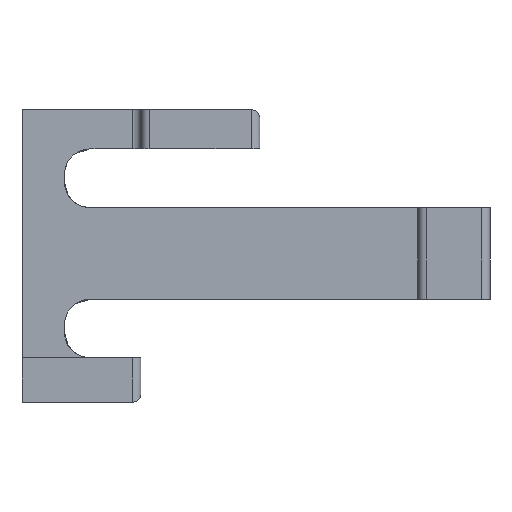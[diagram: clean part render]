
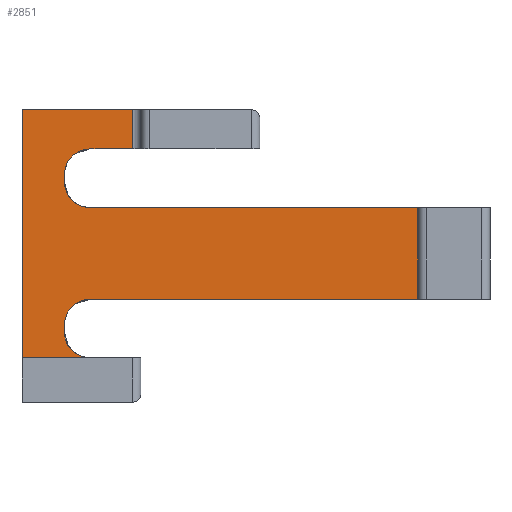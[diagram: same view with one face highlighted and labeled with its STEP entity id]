
A CAD part, left-side view. The second image highlights one B-rep face of the part: STEP entity #2851.
In plain terms, the highlighted planar face has unit normal (-1, 0, 0).
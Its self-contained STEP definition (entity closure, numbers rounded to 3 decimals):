
#1 = AXIS2_PLACEMENT_3D ( 'NONE', #1154, #2732, #2511 ) ;
#5 = VECTOR ( 'NONE', #2561, 1000. ) ;
#22 = EDGE_CURVE ( 'NONE', #580, #863, #1373, .T. ) ;
#51 = ORIENTED_EDGE ( 'NONE', *, *, #2461, .T. ) ;
#52 = CARTESIAN_POINT ( 'NONE',  ( 69.3, -8., -12.3 ) ) ;
#124 = VECTOR ( 'NONE', #2573, 1000. ) ;
#138 = LINE ( 'NONE', #1431, #1999 ) ;
#141 = CARTESIAN_POINT ( 'NONE',  ( 69.3, -5., -12.3 ) ) ;
#163 = VECTOR ( 'NONE', #1408, 1000. ) ;
#181 = CARTESIAN_POINT ( 'NONE',  ( 69.3, -47.1, 5.4 ) ) ;
#194 = DIRECTION ( 'NONE',  ( 0., 1., 0. ) ) ;
#207 = CARTESIAN_POINT ( 'NONE',  ( 69.3, 0., -12.3 ) ) ;
#298 = DIRECTION ( 'NONE',  ( 0., 0., 1. ) ) ;
#316 = CARTESIAN_POINT ( 'NONE',  ( 69.3, -5., 0. ) ) ;
#387 = EDGE_CURVE ( 'NONE', #1500, #1917, #943, .T. ) ;
#388 = CARTESIAN_POINT ( 'NONE',  ( 69.3, -5., 8.4 ) ) ;
#519 = CARTESIAN_POINT ( 'NONE',  ( 69.3, -46.6, 0. ) ) ;
#565 = LINE ( 'NONE', #316, #622 ) ;
#575 = EDGE_CURVE ( 'NONE', #1676, #1151, #1801, .T. ) ;
#580 = VERTEX_POINT ( 'NONE', #52 ) ;
#622 = VECTOR ( 'NONE', #1222, 1000. ) ;
#637 = VECTOR ( 'NONE', #298, 1000. ) ;
#650 = EDGE_CURVE ( 'NONE', #1753, #1111, #979, .T. ) ;
#699 = CARTESIAN_POINT ( 'NONE',  ( 69.3, -46.6, -5.4 ) ) ;
#764 = EDGE_CURVE ( 'NONE', #580, #1676, #1449, .T. ) ;
#828 = CARTESIAN_POINT ( 'NONE',  ( 69.3, -8., 8.4 ) ) ;
#863 = VERTEX_POINT ( 'NONE', #2624 ) ;
#899 = DIRECTION ( 'NONE',  ( 0., 0., 1. ) ) ;
#942 = DIRECTION ( 'NONE',  ( 1., 0., 0. ) ) ;
#943 = CIRCLE ( 'NONE', #2557, 3. ) ;
#956 = PLANE ( 'NONE',  #1 ) ;
#976 = EDGE_CURVE ( 'NONE', #1753, #1925, #1736, .T. ) ;
#979 = LINE ( 'NONE', #519, #163 ) ;
#1052 = ORIENTED_EDGE ( 'NONE', *, *, #22, .T. ) ;
#1079 = CIRCLE ( 'NONE', #1352, 3. ) ;
#1081 = ORIENTED_EDGE ( 'NONE', *, *, #2324, .T. ) ;
#1111 = VERTEX_POINT ( 'NONE', #1584 ) ;
#1122 = CARTESIAN_POINT ( 'NONE',  ( 69.3, -8., 9.3 ) ) ;
#1137 = CARTESIAN_POINT ( 'NONE',  ( 69.3, -13., 12.3 ) ) ;
#1151 = VERTEX_POINT ( 'NONE', #1887 ) ;
#1154 = CARTESIAN_POINT ( 'NONE',  ( 69.3, -5., 0. ) ) ;
#1163 = EDGE_CURVE ( 'NONE', #2208, #2297, #2750, .T. ) ;
#1206 = DIRECTION ( 'NONE',  ( 1., 0., 0. ) ) ;
#1222 = DIRECTION ( 'NONE',  ( 0., 0., 1. ) ) ;
#1230 = CARTESIAN_POINT ( 'NONE',  ( 69.3, -8., 5.4 ) ) ;
#1232 = VECTOR ( 'NONE', #2631, 1000. ) ;
#1271 = DIRECTION ( 'NONE',  ( 0., 0., 1. ) ) ;
#1298 = EDGE_CURVE ( 'NONE', #2208, #2813, #138, .T. ) ;
#1305 = LINE ( 'NONE', #1744, #1232 ) ;
#1309 = CARTESIAN_POINT ( 'NONE',  ( 69.3, -47.1, -5.4 ) ) ;
#1324 = DIRECTION ( 'NONE',  ( 0., 1., 0. ) ) ;
#1338 = ORIENTED_EDGE ( 'NONE', *, *, #1884, .T. ) ;
#1352 = AXIS2_PLACEMENT_3D ( 'NONE', #1122, #1383, #899 ) ;
#1373 = CIRCLE ( 'NONE', #2808, 3. ) ;
#1383 = DIRECTION ( 'NONE',  ( 1., 0., 0. ) ) ;
#1408 = DIRECTION ( 'NONE',  ( 0., 0., 1. ) ) ;
#1421 = CARTESIAN_POINT ( 'NONE',  ( 69.3, -5., 0. ) ) ;
#1424 = DIRECTION ( 'NONE',  ( 0., 0., 1. ) ) ;
#1431 = CARTESIAN_POINT ( 'NONE',  ( 69.3, -13., 0. ) ) ;
#1449 = LINE ( 'NONE', #141, #5 ) ;
#1472 = LINE ( 'NONE', #1421, #2365 ) ;
#1500 = VERTEX_POINT ( 'NONE', #1230 ) ;
#1536 = CIRCLE ( 'NONE', #2649, 3. ) ;
#1562 = ORIENTED_EDGE ( 'NONE', *, *, #976, .F. ) ;
#1584 = CARTESIAN_POINT ( 'NONE',  ( 69.3, -46.6, 5.4 ) ) ;
#1590 = CARTESIAN_POINT ( 'NONE',  ( 69.3, -5., 9.3 ) ) ;
#1617 = CARTESIAN_POINT ( 'NONE',  ( 69.3, -5., -8.4 ) ) ;
#1649 = ORIENTED_EDGE ( 'NONE', *, *, #650, .T. ) ;
#1676 = VERTEX_POINT ( 'NONE', #207 ) ;
#1728 = EDGE_CURVE ( 'NONE', #2813, #1151, #1305, .T. ) ;
#1736 = LINE ( 'NONE', #1309, #2615 ) ;
#1744 = CARTESIAN_POINT ( 'NONE',  ( 69.3, 0., 16.9 ) ) ;
#1753 = VERTEX_POINT ( 'NONE', #699 ) ;
#1780 = ORIENTED_EDGE ( 'NONE', *, *, #575, .F. ) ;
#1801 = LINE ( 'NONE', #2216, #637 ) ;
#1812 = DIRECTION ( 'NONE',  ( 0., 0., 1. ) ) ;
#1814 = EDGE_CURVE ( 'NONE', #1917, #2243, #1472, .T. ) ;
#1839 = FACE_OUTER_BOUND ( 'NONE', #2740, .T. ) ;
#1856 = DIRECTION ( 'NONE',  ( 0., 0., 1. ) ) ;
#1884 = EDGE_CURVE ( 'NONE', #1111, #1500, #2155, .T. ) ;
#1887 = CARTESIAN_POINT ( 'NONE',  ( 69.3, 0., 16.9 ) ) ;
#1917 = VERTEX_POINT ( 'NONE', #388 ) ;
#1925 = VERTEX_POINT ( 'NONE', #2810 ) ;
#1999 = VECTOR ( 'NONE', #1856, 1000. ) ;
#2013 = CARTESIAN_POINT ( 'NONE',  ( 69.3, -8., -9.3 ) ) ;
#2051 = ORIENTED_EDGE ( 'NONE', *, *, #1163, .F. ) ;
#2099 = ORIENTED_EDGE ( 'NONE', *, *, #2414, .T. ) ;
#2105 = CARTESIAN_POINT ( 'NONE',  ( 69.3, -8., -8.4 ) ) ;
#2125 = DIRECTION ( 'NONE',  ( 0., 0., 1. ) ) ;
#2135 = DIRECTION ( 'NONE',  ( 1., 0., 0. ) ) ;
#2155 = LINE ( 'NONE', #181, #2457 ) ;
#2187 = ORIENTED_EDGE ( 'NONE', *, *, #1298, .T. ) ;
#2208 = VERTEX_POINT ( 'NONE', #1137 ) ;
#2216 = CARTESIAN_POINT ( 'NONE',  ( 69.3, 0., 0. ) ) ;
#2243 = VERTEX_POINT ( 'NONE', #1590 ) ;
#2297 = VERTEX_POINT ( 'NONE', #2710 ) ;
#2324 = EDGE_CURVE ( 'NONE', #2243, #2297, #1079, .T. ) ;
#2365 = VECTOR ( 'NONE', #2125, 1000. ) ;
#2402 = ORIENTED_EDGE ( 'NONE', *, *, #764, .F. ) ;
#2412 = VERTEX_POINT ( 'NONE', #1617 ) ;
#2414 = EDGE_CURVE ( 'NONE', #2412, #1925, #1536, .T. ) ;
#2439 = ORIENTED_EDGE ( 'NONE', *, *, #387, .T. ) ;
#2457 = VECTOR ( 'NONE', #194, 1000. ) ;
#2461 = EDGE_CURVE ( 'NONE', #863, #2412, #565, .T. ) ;
#2511 = DIRECTION ( 'NONE',  ( 0., 0., 1. ) ) ;
#2557 = AXIS2_PLACEMENT_3D ( 'NONE', #828, #2135, #1271 ) ;
#2561 = DIRECTION ( 'NONE',  ( 0., 1., 0. ) ) ;
#2573 = DIRECTION ( 'NONE',  ( 0., 1., 0. ) ) ;
#2615 = VECTOR ( 'NONE', #1324, 1000. ) ;
#2624 = CARTESIAN_POINT ( 'NONE',  ( 69.3, -5., -9.3 ) ) ;
#2631 = DIRECTION ( 'NONE',  ( 0., 1., 0. ) ) ;
#2649 = AXIS2_PLACEMENT_3D ( 'NONE', #2105, #1206, #1424 ) ;
#2659 = ORIENTED_EDGE ( 'NONE', *, *, #1728, .T. ) ;
#2710 = CARTESIAN_POINT ( 'NONE',  ( 69.3, -8., 12.3 ) ) ;
#2732 = DIRECTION ( 'NONE',  ( -1., 0., 0. ) ) ;
#2740 = EDGE_LOOP ( 'NONE', ( #2051, #2187, #2659, #1780, #2402, #1052, #51, #2099, #1562, #1649, #1338, #2439, #2844, #1081 ) ) ;
#2748 = CARTESIAN_POINT ( 'NONE',  ( 69.3, -13., 16.9 ) ) ;
#2750 = LINE ( 'NONE', #2782, #124 ) ;
#2782 = CARTESIAN_POINT ( 'NONE',  ( 69.3, 0., 12.3 ) ) ;
#2808 = AXIS2_PLACEMENT_3D ( 'NONE', #2013, #942, #1812 ) ;
#2810 = CARTESIAN_POINT ( 'NONE',  ( 69.3, -8., -5.4 ) ) ;
#2813 = VERTEX_POINT ( 'NONE', #2748 ) ;
#2844 = ORIENTED_EDGE ( 'NONE', *, *, #1814, .T. ) ;
#2851 = ADVANCED_FACE ( 'NONE', ( #1839 ), #956, .T. ) ;
